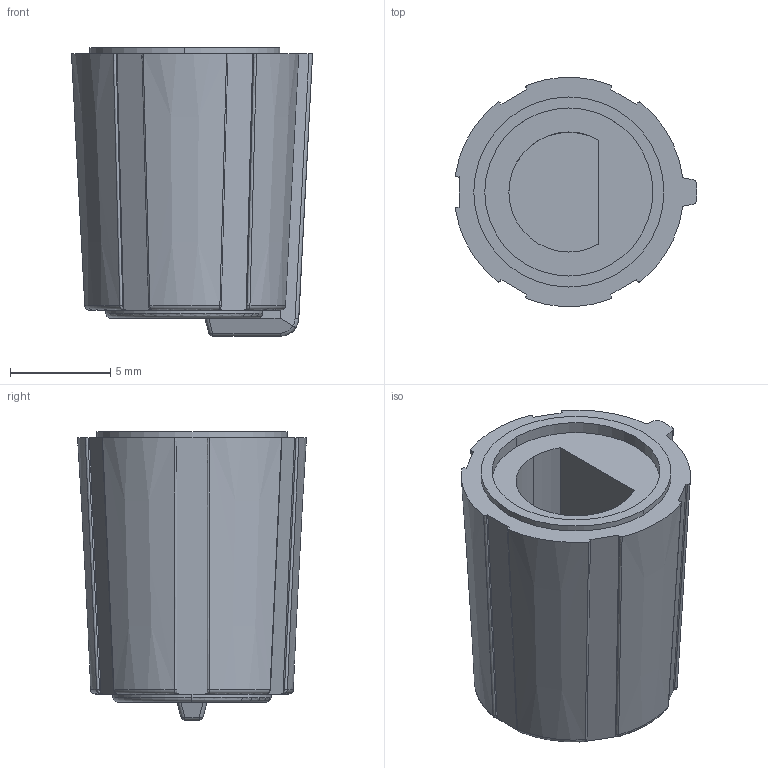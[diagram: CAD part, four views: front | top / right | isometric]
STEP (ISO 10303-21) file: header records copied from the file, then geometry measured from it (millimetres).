
FILE_DESCRIPTION(('STEP AP214'),'1');
FILE_NAME('3_03_dr110-006_237_224.stp','2020-11-18T15:39:35',('TraceParts'),('TraceParts S.A.'),'Spatial InterOp 3D',' ',' ');
FILE_SCHEMA(('AUTOMOTIVE_DESIGN { 1 0 10303 214 1 1 1 1 }'));
Length unit declared in the file: millimetre
Products named in the file (1): 3_03_dr110-006_237_224
Bounding box: 12.05 x 11.44 x 14.4 mm (x, y, z)
Volume: 960.8 mm3; surface area: 852.3 mm2
Topology: 1 solids, 1 shells, 89 faces, 228 edges, 144 vertices
Faces by surface type: plane 28, bspline 28, cylinder 14, torus 10, cone 7, sphere 2
Entity records: 5675 total; most frequent: CARTESIAN_POINT 1944, ORIENTED_EDGE 456, DIRECTION 316, STYLED_ITEM 309, PRESENTATION_STYLE_ASSIGNMENT 309, COLOUR_RGB 309, EDGE_CURVE 228, CURVE_STYLE 219
